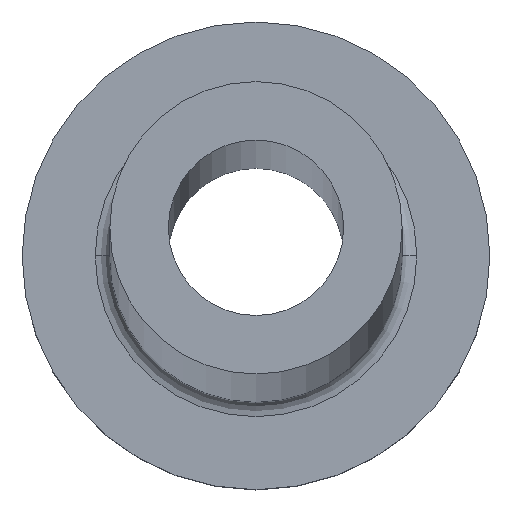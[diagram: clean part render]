
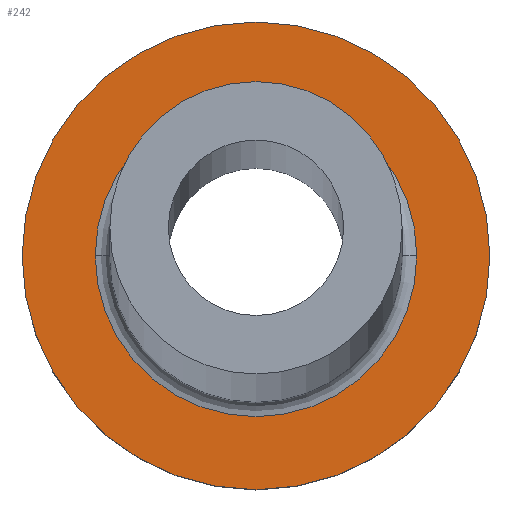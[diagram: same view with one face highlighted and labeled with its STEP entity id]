
A CAD part, top view. The second image highlights one B-rep face of the part: STEP entity #242.
In plain terms, the highlighted planar face has unit normal (0, 0, 1).
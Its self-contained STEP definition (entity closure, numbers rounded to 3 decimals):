
#2 = AXIS2_PLACEMENT_3D ( 'NONE', #173, #32, #82 ) ;
#5 = ORIENTED_EDGE ( 'NONE', *, *, #80, .T. ) ;
#8 = PLANE ( 'NONE',  #231 ) ;
#32 = DIRECTION ( 'NONE',  ( 0., 0., -1. ) ) ;
#41 = CIRCLE ( 'NONE', #2, 5.5 ) ;
#62 = DIRECTION ( 'NONE',  ( 1., 0., 0. ) ) ;
#71 = VERTEX_POINT ( 'NONE', #127 ) ;
#80 = EDGE_CURVE ( 'NONE', #106, #177, #271, .T. ) ;
#82 = DIRECTION ( 'NONE',  ( 1., 0., 0. ) ) ;
#92 = CIRCLE ( 'NONE', #358, 8. ) ;
#96 = FACE_OUTER_BOUND ( 'NONE', #147, .T. ) ;
#99 = CARTESIAN_POINT ( 'NONE',  ( 8., 0., 5. ) ) ;
#105 = EDGE_LOOP ( 'NONE', ( #321, #149 ) ) ;
#106 = VERTEX_POINT ( 'NONE', #377 ) ;
#122 = VERTEX_POINT ( 'NONE', #170 ) ;
#123 = FACE_BOUND ( 'NONE', #105, .T. ) ;
#127 = CARTESIAN_POINT ( 'NONE',  ( 5.5, 0., 5. ) ) ;
#128 = DIRECTION ( 'NONE',  ( 0., 0., -1. ) ) ;
#141 = DIRECTION ( 'NONE',  ( 0., 0., 1. ) ) ;
#147 = EDGE_LOOP ( 'NONE', ( #5, #191 ) ) ;
#149 = ORIENTED_EDGE ( 'NONE', *, *, #174, .T. ) ;
#170 = CARTESIAN_POINT ( 'NONE',  ( -5.5, 0., 5. ) ) ;
#173 = CARTESIAN_POINT ( 'NONE',  ( 0., 0., 5. ) ) ;
#174 = EDGE_CURVE ( 'NONE', #122, #71, #41, .T. ) ;
#177 = VERTEX_POINT ( 'NONE', #99 ) ;
#178 = DIRECTION ( 'NONE',  ( 0., 0., 1. ) ) ;
#191 = ORIENTED_EDGE ( 'NONE', *, *, #230, .T. ) ;
#208 = DIRECTION ( 'NONE',  ( 1., 0., 0. ) ) ;
#213 = CARTESIAN_POINT ( 'NONE',  ( 0., 0., 5. ) ) ;
#226 = DIRECTION ( 'NONE',  ( 1., 0., 0. ) ) ;
#230 = EDGE_CURVE ( 'NONE', #177, #106, #92, .T. ) ;
#231 = AXIS2_PLACEMENT_3D ( 'NONE', #352, #327, #62 ) ;
#242 = ADVANCED_FACE ( 'NONE', ( #123, #96 ), #8, .T. ) ;
#247 = AXIS2_PLACEMENT_3D ( 'NONE', #343, #141, #263 ) ;
#253 = CARTESIAN_POINT ( 'NONE',  ( 0., 0., 5. ) ) ;
#263 = DIRECTION ( 'NONE',  ( 1., 0., 0. ) ) ;
#271 = CIRCLE ( 'NONE', #247, 8. ) ;
#282 = AXIS2_PLACEMENT_3D ( 'NONE', #253, #128, #226 ) ;
#321 = ORIENTED_EDGE ( 'NONE', *, *, #365, .T. ) ;
#327 = DIRECTION ( 'NONE',  ( 0., 0., 1. ) ) ;
#343 = CARTESIAN_POINT ( 'NONE',  ( 0., 0., 5. ) ) ;
#344 = CIRCLE ( 'NONE', #282, 5.5 ) ;
#352 = CARTESIAN_POINT ( 'NONE',  ( 0., 0., 5. ) ) ;
#358 = AXIS2_PLACEMENT_3D ( 'NONE', #213, #178, #208 ) ;
#365 = EDGE_CURVE ( 'NONE', #71, #122, #344, .T. ) ;
#377 = CARTESIAN_POINT ( 'NONE',  ( -8., 0., 5. ) ) ;
